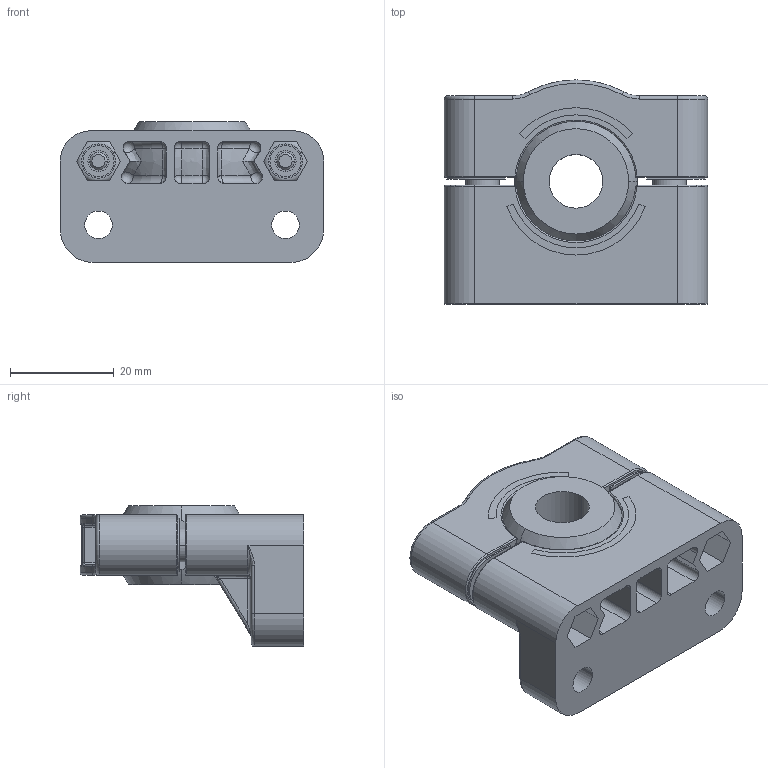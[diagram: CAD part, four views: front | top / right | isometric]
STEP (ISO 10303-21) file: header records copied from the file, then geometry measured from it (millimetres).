
FILE_DESCRIPTION((''),'2;1');
FILE_NAME('156772_ASM','2016-11-29T',('pdmadmin'),('BANNER ENGINEERING'),'CREO PARAMETRIC BY PTC INC, 2016260','CREO PARAMETRIC BY PTC INC, 2016260','');
FILE_SCHEMA(('CONFIG_CONTROL_DESIGN'));
Length unit declared in the file: inch
Products named in the file (7): 52525; 52527; 52524; 52520_SCREW; 52520_NUT; 52520_ASM; 156772_ASM
Assembly tree (8 placements, depth 3):
  156772_ASM
    52520_ASM
      52525
      52527
      52524
      52520_SCREW  x2
      52520_NUT  x2
Bounding box: 50.8 x 43.18 x 27.18 mm (x, y, z)
Volume: 23274.6 mm3; surface area: 17212.8 mm2
Topology: 7 solids, 9 shells, 531 faces, 1238 edges, 743 vertices
Faces by surface type: plane 171, cylinder 153, torus 82, sphere 63, bspline 50, cone 12
Entity records: 16250 total; most frequent: CARTESIAN_POINT 5415, DIRECTION 2296, ORIENTED_EDGE 2192, EDGE_CURVE 1104, AXIS2_PLACEMENT_3D 926, VERTEX_POINT 657, EDGE_LOOP 515, FACE_OUTER_BOUND 478
